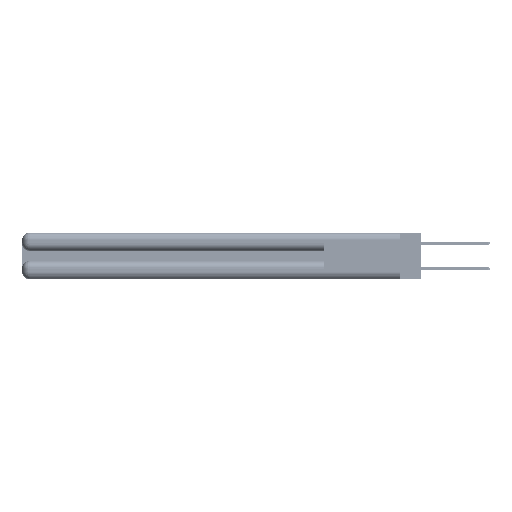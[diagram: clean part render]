
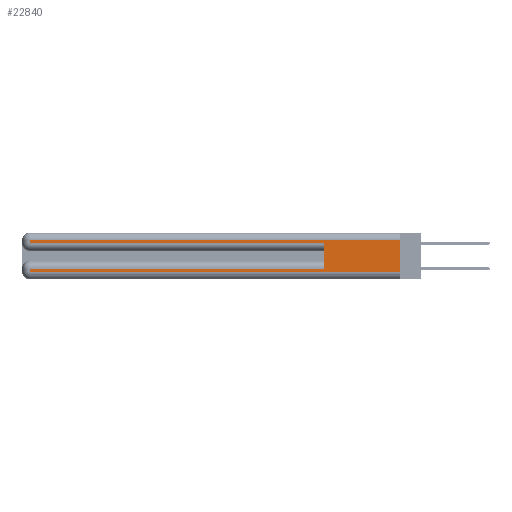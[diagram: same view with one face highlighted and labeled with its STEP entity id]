
A CAD part, left-side view. The second image highlights one B-rep face of the part: STEP entity #22840.
In plain terms, the highlighted planar face has unit normal (-1, 0, 0).
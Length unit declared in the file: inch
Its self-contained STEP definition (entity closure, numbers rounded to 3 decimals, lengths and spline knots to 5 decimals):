
#1091 = DIRECTION ( 'NONE',  ( 0., 0., -1. ) ) ;
#1109 = CARTESIAN_POINT ( 'NONE',  ( 0., 2.94, 0.085 ) ) ;
#1540 = LINE ( 'NONE', #45794, #21994 ) ;
#2645 = DIRECTION ( 'NONE',  ( 1., 0., 0. ) ) ;
#6596 = CARTESIAN_POINT ( 'NONE',  ( 0., 0., 0.37 ) ) ;
#7381 = LINE ( 'NONE', #41644, #49273 ) ;
#8267 = VERTEX_POINT ( 'NONE', #46002 ) ;
#8316 = DIRECTION ( 'NONE',  ( 0., -1., 0. ) ) ;
#9370 = VERTEX_POINT ( 'NONE', #39451 ) ;
#11365 = DIRECTION ( 'NONE',  ( 0., 0., -1. ) ) ;
#11580 = CARTESIAN_POINT ( 'NONE',  ( 0., 2.94, 0.31 ) ) ;
#14922 = LINE ( 'NONE', #48754, #16194 ) ;
#15635 = LINE ( 'NONE', #37176, #36026 ) ;
#16194 = VECTOR ( 'NONE', #8316, 39.37008 ) ;
#17230 = EDGE_CURVE ( 'NONE', #23051, #34060, #15635, .T. ) ;
#17409 = CARTESIAN_POINT ( 'NONE',  ( 0., 2.94, 0.06 ) ) ;
#17926 = EDGE_CURVE ( 'NONE', #18082, #9370, #14922, .T. ) ;
#18082 = VERTEX_POINT ( 'NONE', #17409 ) ;
#18383 = VERTEX_POINT ( 'NONE', #39585 ) ;
#18989 = ORIENTED_EDGE ( 'NONE', *, *, #17230, .T. ) ;
#21899 = VERTEX_POINT ( 'NONE', #1109 ) ;
#21994 = VECTOR ( 'NONE', #25680, 39.37008 ) ;
#22840 = ADVANCED_FACE ( 'NONE', ( #30403 ), #27092, .F. ) ;
#23051 = VERTEX_POINT ( 'NONE', #24060 ) ;
#23113 = LINE ( 'NONE', #39862, #42084 ) ;
#23702 = CARTESIAN_POINT ( 'NONE',  ( 0., 0.6, 0.285 ) ) ;
#23825 = DIRECTION ( 'NONE',  ( 0., 0., 1. ) ) ;
#24060 = CARTESIAN_POINT ( 'NONE',  ( 0., 0., 0.31 ) ) ;
#24166 = EDGE_CURVE ( 'NONE', #8267, #21899, #1540, .T. ) ;
#25047 = EDGE_LOOP ( 'NONE', ( #52526, #18989, #25783, #36307, #48301, #48223, #43202, #31665 ) ) ;
#25680 = DIRECTION ( 'NONE',  ( 0., 1., 0. ) ) ;
#25783 = ORIENTED_EDGE ( 'NONE', *, *, #38807, .T. ) ;
#26552 = LINE ( 'NONE', #27903, #34830 ) ;
#27092 = PLANE ( 'NONE',  #36776 ) ;
#27903 = CARTESIAN_POINT ( 'NONE',  ( 0., 0.6, 0.145 ) ) ;
#29994 = VERTEX_POINT ( 'NONE', #23702 ) ;
#30209 = LINE ( 'NONE', #43646, #39741 ) ;
#30403 = FACE_OUTER_BOUND ( 'NONE', #25047, .T. ) ;
#31166 = DIRECTION ( 'NONE',  ( 0., 0., -1. ) ) ;
#31665 = ORIENTED_EDGE ( 'NONE', *, *, #17926, .T. ) ;
#34060 = VERTEX_POINT ( 'NONE', #11580 ) ;
#34421 = LINE ( 'NONE', #41221, #43836 ) ;
#34830 = VECTOR ( 'NONE', #23825, 39.37008 ) ;
#35558 = EDGE_CURVE ( 'NONE', #21899, #18082, #7381, .T. ) ;
#36026 = VECTOR ( 'NONE', #41163, 39.37008 ) ;
#36307 = ORIENTED_EDGE ( 'NONE', *, *, #42890, .T. ) ;
#36776 = AXIS2_PLACEMENT_3D ( 'NONE', #6596, #2645, #31166 ) ;
#37176 = CARTESIAN_POINT ( 'NONE',  ( 0., 0., 0.31 ) ) ;
#38807 = EDGE_CURVE ( 'NONE', #34060, #18383, #34421, .T. ) ;
#39451 = CARTESIAN_POINT ( 'NONE',  ( 0., 0., 0.06 ) ) ;
#39585 = CARTESIAN_POINT ( 'NONE',  ( 0., 2.94, 0.285 ) ) ;
#39741 = VECTOR ( 'NONE', #47718, 39.37008 ) ;
#39862 = CARTESIAN_POINT ( 'NONE',  ( 0., 0., 0.37 ) ) ;
#41163 = DIRECTION ( 'NONE',  ( 0., 1., 0. ) ) ;
#41221 = CARTESIAN_POINT ( 'NONE',  ( 0., 2.94, 0.37 ) ) ;
#41644 = CARTESIAN_POINT ( 'NONE',  ( 0., 2.94, 0.37 ) ) ;
#41667 = EDGE_CURVE ( 'NONE', #8267, #29994, #26552, .T. ) ;
#42084 = VECTOR ( 'NONE', #11365, 39.37008 ) ;
#42890 = EDGE_CURVE ( 'NONE', #18383, #29994, #30209, .T. ) ;
#43202 = ORIENTED_EDGE ( 'NONE', *, *, #35558, .T. ) ;
#43646 = CARTESIAN_POINT ( 'NONE',  ( 0., 0., 0.285 ) ) ;
#43836 = VECTOR ( 'NONE', #45282, 39.37008 ) ;
#44899 = EDGE_CURVE ( 'NONE', #23051, #9370, #23113, .T. ) ;
#45282 = DIRECTION ( 'NONE',  ( 0., 0., -1. ) ) ;
#45794 = CARTESIAN_POINT ( 'NONE',  ( 0., 0., 0.085 ) ) ;
#46002 = CARTESIAN_POINT ( 'NONE',  ( 0., 0.6, 0.085 ) ) ;
#47718 = DIRECTION ( 'NONE',  ( 0., -1., 0. ) ) ;
#48223 = ORIENTED_EDGE ( 'NONE', *, *, #24166, .T. ) ;
#48301 = ORIENTED_EDGE ( 'NONE', *, *, #41667, .F. ) ;
#48754 = CARTESIAN_POINT ( 'NONE',  ( 0., 0., 0.06 ) ) ;
#49273 = VECTOR ( 'NONE', #1091, 39.37008 ) ;
#52526 = ORIENTED_EDGE ( 'NONE', *, *, #44899, .F. ) ;
